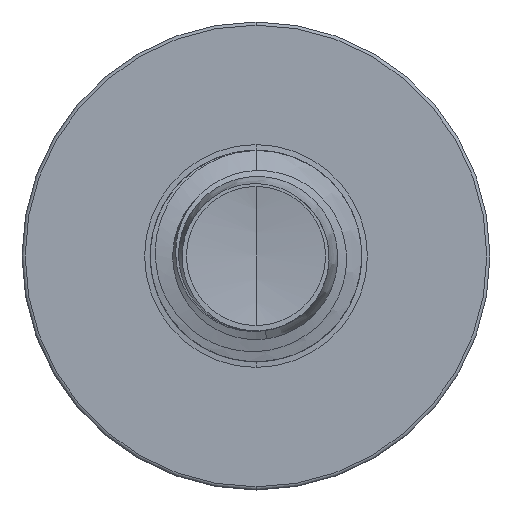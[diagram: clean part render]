
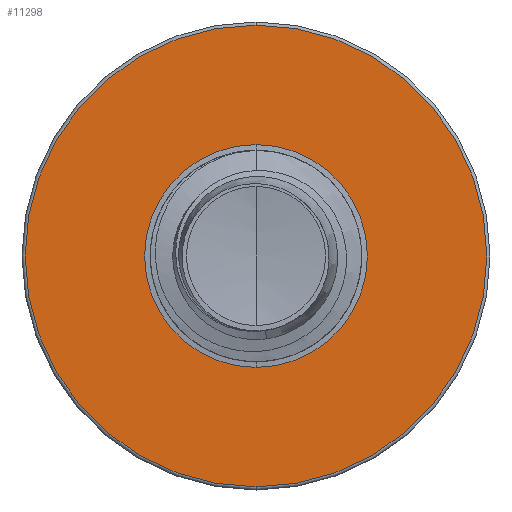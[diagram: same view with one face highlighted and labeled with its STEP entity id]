
A CAD part, front view. The second image highlights one B-rep face of the part: STEP entity #11298.
In plain terms, the highlighted planar face has unit normal (0, -1, 0).
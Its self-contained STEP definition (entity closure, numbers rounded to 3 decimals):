
#474 = EDGE_LOOP ( 'NONE', ( #3785, #4708 ) ) ;
#787 = FACE_OUTER_BOUND ( 'NONE', #474, .T. ) ;
#1526 = ORIENTED_EDGE ( 'NONE', *, *, #8910, .T. ) ;
#3785 = ORIENTED_EDGE ( 'NONE', *, *, #19690, .F. ) ;
#3991 = AXIS2_PLACEMENT_3D ( 'NONE', #11702, #22637, #13398 ) ;
#4025 = CARTESIAN_POINT ( 'NONE',  ( 0., 17.5, -3.689 ) ) ;
#4326 = EDGE_CURVE ( 'NONE', #18798, #4834, #19969, .T. ) ;
#4708 = ORIENTED_EDGE ( 'NONE', *, *, #4326, .F. ) ;
#4834 = VERTEX_POINT ( 'NONE', #13827 ) ;
#6867 = DIRECTION ( 'NONE',  ( 0., 1., 0. ) ) ;
#7971 = AXIS2_PLACEMENT_3D ( 'NONE', #19338, #9807, #20884 ) ;
#8910 = EDGE_CURVE ( 'NONE', #13673, #11639, #20939, .T. ) ;
#9807 = DIRECTION ( 'NONE',  ( 0., 1., 0. ) ) ;
#10716 = DIRECTION ( 'NONE',  ( 0., 1., 0. ) ) ;
#11211 = CIRCLE ( 'NONE', #21090, 3.689 ) ;
#11298 = ADVANCED_FACE ( 'NONE', ( #787, #20661 ), #20049, .F. ) ;
#11639 = VERTEX_POINT ( 'NONE', #12441 ) ;
#11667 = DIRECTION ( 'NONE',  ( 0., 1., 0. ) ) ;
#11702 = CARTESIAN_POINT ( 'NONE',  ( 0., 17.5, 0. ) ) ;
#12441 = CARTESIAN_POINT ( 'NONE',  ( 0., 17.5, -3.689 ) ) ;
#13398 = DIRECTION ( 'NONE',  ( 0., 0., 1. ) ) ;
#13527 = AXIS2_PLACEMENT_3D ( 'NONE', #4025, #10716, #21708 ) ;
#13673 = VERTEX_POINT ( 'NONE', #18424 ) ;
#13827 = CARTESIAN_POINT ( 'NONE',  ( 0., 17.5, 7.645 ) ) ;
#16276 = AXIS2_PLACEMENT_3D ( 'NONE', #17208, #6867, #18676 ) ;
#17057 = EDGE_LOOP ( 'NONE', ( #1526, #22340 ) ) ;
#17208 = CARTESIAN_POINT ( 'NONE',  ( 0., 17.5, 0. ) ) ;
#18079 = EDGE_CURVE ( 'NONE', #11639, #13673, #11211, .T. ) ;
#18263 = CIRCLE ( 'NONE', #3991, 7.645 ) ;
#18424 = CARTESIAN_POINT ( 'NONE',  ( 0., 17.5, 3.689 ) ) ;
#18676 = DIRECTION ( 'NONE',  ( 0., 0., 1. ) ) ;
#18798 = VERTEX_POINT ( 'NONE', #19790 ) ;
#19338 = CARTESIAN_POINT ( 'NONE',  ( 0., 17.5, 0. ) ) ;
#19690 = EDGE_CURVE ( 'NONE', #4834, #18798, #18263, .T. ) ;
#19790 = CARTESIAN_POINT ( 'NONE',  ( 0., 17.5, -7.645 ) ) ;
#19969 = CIRCLE ( 'NONE', #7971, 7.645 ) ;
#20049 = PLANE ( 'NONE',  #13527 ) ;
#20661 = FACE_BOUND ( 'NONE', #17057, .T. ) ;
#20823 = CARTESIAN_POINT ( 'NONE',  ( 0., 17.5, 0. ) ) ;
#20884 = DIRECTION ( 'NONE',  ( 0., 0., 1. ) ) ;
#20939 = CIRCLE ( 'NONE', #16276, 3.689 ) ;
#21090 = AXIS2_PLACEMENT_3D ( 'NONE', #20823, #11667, #22602 ) ;
#21708 = DIRECTION ( 'NONE',  ( 0., 0., 1. ) ) ;
#22340 = ORIENTED_EDGE ( 'NONE', *, *, #18079, .T. ) ;
#22602 = DIRECTION ( 'NONE',  ( 0., 0., 1. ) ) ;
#22637 = DIRECTION ( 'NONE',  ( 0., 1., 0. ) ) ;
